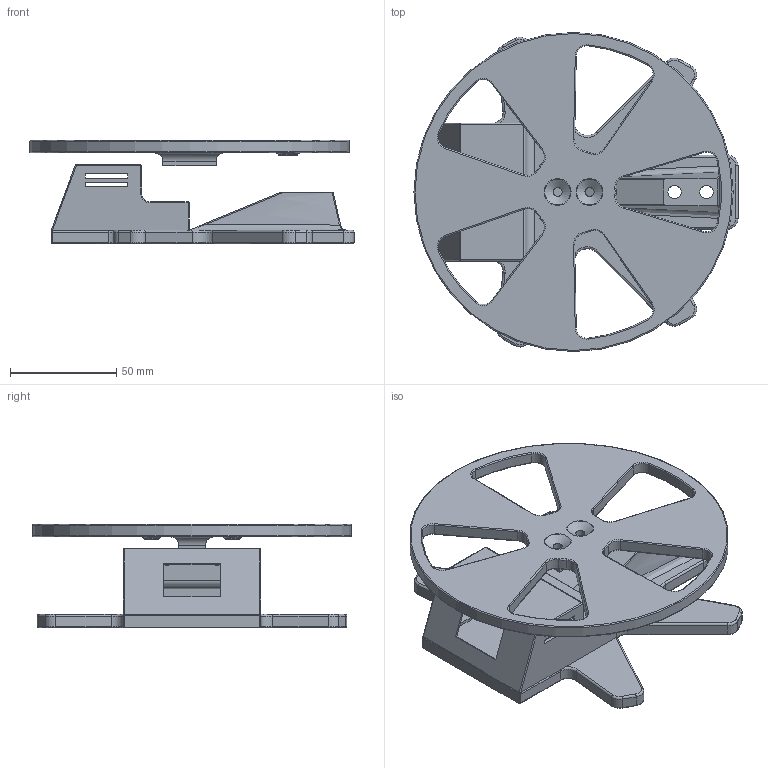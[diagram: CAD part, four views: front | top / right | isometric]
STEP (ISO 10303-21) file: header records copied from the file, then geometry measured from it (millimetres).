
FILE_DESCRIPTION(/* description */ ('','CAx-IF Rec.Pracs.---Representation and Presentation of Product Manufacturing Information (PMI)---4.0---2014-10-13'),/* implementation_level */ '2;1');
FILE_NAME(/* name */ 'FilaMan-Waage.step',/* time_stamp */ '2025-03-01T15:50:18+01:00',/* author */ (''),/* organization */ (''),/* preprocessor_version */ 'ST-DEVELOPER v20',/* originating_system */ 'Autodesk Translation Framework v13.20.0.188',/* authorisation */ '');
FILE_SCHEMA (('AP242_MANAGED_MODEL_BASED_3D_ENGINEERING_MIM_LF { 1 0 10303 442 1 1 4 }'));
Length unit declared in the file: millimetre
Products named in the file (4): Waage; Boden; Spulenablage; Deckel
Assembly tree (3 placements, depth 2):
  Waage
    Boden
    Spulenablage
    Deckel
Bounding box: 152.3 x 150 x 48.7 mm (x, y, z)
Volume: 167307.8 mm3; surface area: 80322.8 mm2
Topology: 3 solids, 3 shells, 467 faces, 1128 edges, 673 vertices
Faces by surface type: cylinder 172, plane 139, torus 120, bspline 24, cone 8, sphere 4
Full cylindrical faces by diameter (mm): 2.1 x4, 3.2 x2, 3.3 x5, 4.1 x2, 4.3 x12, 6.1 x1, 6.3 x2, 12.5 x2, 150 x1
Entity records: 14621 total; most frequent: CARTESIAN_POINT 3306, DIRECTION 2534, ORIENTED_EDGE 2248, EDGE_CURVE 1124, AXIS2_PLACEMENT_3D 1021, VERTEX_POINT 673, CIRCLE 559, EDGE_LOOP 525
